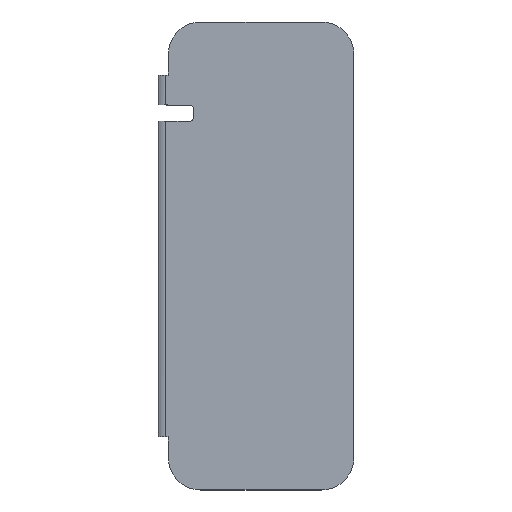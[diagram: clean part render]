
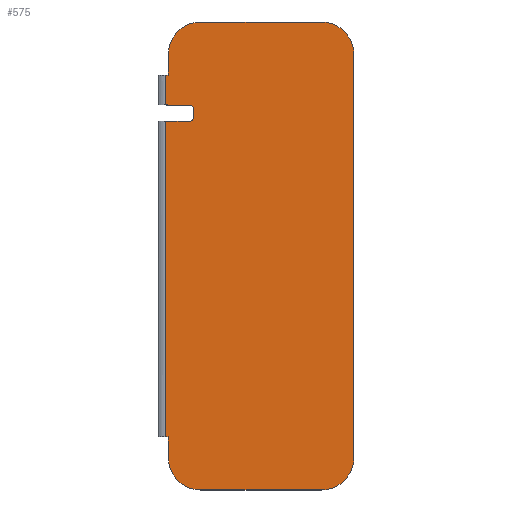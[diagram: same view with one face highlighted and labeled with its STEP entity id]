
A CAD part, top view. The second image highlights one B-rep face of the part: STEP entity #575.
In plain terms, the highlighted planar face has unit normal (0, 0, 1).
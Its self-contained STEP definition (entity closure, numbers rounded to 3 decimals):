
#75=CARTESIAN_POINT('',(22.566,11.165,1.483));
#76=VERTEX_POINT('',#75);
#84=CARTESIAN_POINT('',(22.566,13.375,1.483));
#85=VERTEX_POINT('',#84);
#86=CARTESIAN_POINT('',(22.566,13.375,1.483));
#87=DIRECTION('',(0.,-1.,0.));
#88=VECTOR('',#87,2.21);
#89=LINE('',#86,#88);
#90=EDGE_CURVE('',#85,#76,#89,.T.);
#109=CARTESIAN_POINT('',(22.76,-13.375,1.483));
#110=VERTEX_POINT('',#109);
#125=CARTESIAN_POINT('',(22.76,-14.9,1.483));
#126=VERTEX_POINT('',#125);
#133=CARTESIAN_POINT('',(22.76,-13.375,1.483));
#134=DIRECTION('',(0.,-1.,0.));
#135=VECTOR('',#134,1.525);
#136=LINE('',#133,#135);
#137=EDGE_CURVE('',#110,#126,#136,.T.);
#147=CARTESIAN_POINT('',(25.16,17.3,1.483));
#148=VERTEX_POINT('',#147);
#149=CARTESIAN_POINT('',(22.76,14.9,1.483));
#150=VERTEX_POINT('',#149);
#151=CARTESIAN_POINT('',(25.16,14.9,1.483));
#152=DIRECTION('',(0.,0.,1.));
#153=DIRECTION('',(1.,-0.,0.));
#154=AXIS2_PLACEMENT_3D('',#151,#152,#153);
#155=CIRCLE('',#154,2.4);
#156=EDGE_CURVE('',#148,#150,#155,.T.);
#189=CARTESIAN_POINT('',(22.76,13.375,1.483));
#190=VERTEX_POINT('',#189);
#199=CARTESIAN_POINT('',(22.76,14.9,1.483));
#200=DIRECTION('',(0.,-1.,0.));
#201=VECTOR('',#200,1.525);
#202=LINE('',#199,#201);
#203=EDGE_CURVE('',#150,#190,#202,.T.);
#220=CARTESIAN_POINT('',(25.16,-17.3,1.483));
#221=VERTEX_POINT('',#220);
#222=CARTESIAN_POINT('',(25.16,-14.9,1.483));
#223=DIRECTION('',(0.,0.,1.));
#224=DIRECTION('',(1.,-0.,0.));
#225=AXIS2_PLACEMENT_3D('',#222,#223,#224);
#226=CIRCLE('',#225,2.4);
#227=EDGE_CURVE('',#126,#221,#226,.T.);
#253=CARTESIAN_POINT('',(34.09,-17.3,1.483));
#254=VERTEX_POINT('',#253);
#255=CARTESIAN_POINT('',(25.16,-17.3,1.483));
#256=DIRECTION('',(1.,-0.,0.));
#257=VECTOR('',#256,8.93);
#258=LINE('',#255,#257);
#259=EDGE_CURVE('',#221,#254,#258,.T.);
#284=CARTESIAN_POINT('',(36.49,-14.9,1.483));
#285=VERTEX_POINT('',#284);
#286=CARTESIAN_POINT('',(34.09,-14.9,1.483));
#287=DIRECTION('',(0.,0.,1.));
#288=DIRECTION('',(1.,-0.,0.));
#289=AXIS2_PLACEMENT_3D('',#286,#287,#288);
#290=CIRCLE('',#289,2.4);
#291=EDGE_CURVE('',#254,#285,#290,.T.);
#317=CARTESIAN_POINT('',(36.49,14.9,1.483));
#318=VERTEX_POINT('',#317);
#319=CARTESIAN_POINT('',(36.49,-14.9,1.483));
#320=DIRECTION('',(0.,1.,-0.));
#321=VECTOR('',#320,29.8);
#322=LINE('',#319,#321);
#323=EDGE_CURVE('',#285,#318,#322,.T.);
#348=CARTESIAN_POINT('',(34.09,17.3,1.483));
#349=VERTEX_POINT('',#348);
#350=CARTESIAN_POINT('',(34.09,14.9,1.483));
#351=DIRECTION('',(0.,0.,1.));
#352=DIRECTION('',(1.,-0.,0.));
#353=AXIS2_PLACEMENT_3D('',#350,#351,#352);
#354=CIRCLE('',#353,2.4);
#355=EDGE_CURVE('',#318,#349,#354,.T.);
#381=CARTESIAN_POINT('',(34.09,17.3,1.483));
#382=DIRECTION('',(-1.,0.,-0.));
#383=VECTOR('',#382,8.93);
#384=LINE('',#381,#383);
#385=EDGE_CURVE('',#349,#148,#384,.T.);
#487=CARTESIAN_POINT('',(-4.651,0.,1.483));
#488=DIRECTION('',(0.,0.,1.));
#489=DIRECTION('',(-1.,0.,-0.));
#490=AXIS2_PLACEMENT_3D('',#487,#488,#489);
#491=PLANE('',#490);
#492=CARTESIAN_POINT('',(22.566,9.965,1.483));
#493=VERTEX_POINT('',#492);
#494=CARTESIAN_POINT('',(24.322,9.945,1.483));
#495=VERTEX_POINT('',#494);
#496=CARTESIAN_POINT('',(22.566,9.965,1.483));
#497=DIRECTION('',(1.,-0.012,0.));
#498=VECTOR('',#497,1.756);
#499=LINE('',#496,#498);
#500=EDGE_CURVE('',#493,#495,#499,.T.);
#501=ORIENTED_EDGE('',*,*,#500,.F.);
#502=CARTESIAN_POINT('',(22.566,-13.375,1.483));
#503=VERTEX_POINT('',#502);
#504=CARTESIAN_POINT('',(22.566,9.965,1.483));
#505=DIRECTION('',(0.,-1.,0.));
#506=VECTOR('',#505,23.34);
#507=LINE('',#504,#506);
#508=EDGE_CURVE('',#493,#503,#507,.T.);
#509=ORIENTED_EDGE('',*,*,#508,.T.);
#510=CARTESIAN_POINT('',(22.566,-13.375,1.483));
#511=DIRECTION('',(1.,0.,-0.));
#512=VECTOR('',#511,0.194);
#513=LINE('',#510,#512);
#514=EDGE_CURVE('',#503,#110,#513,.T.);
#515=ORIENTED_EDGE('',*,*,#514,.T.);
#516=ORIENTED_EDGE('',*,*,#137,.T.);
#517=ORIENTED_EDGE('',*,*,#227,.T.);
#518=ORIENTED_EDGE('',*,*,#259,.T.);
#519=ORIENTED_EDGE('',*,*,#291,.T.);
#520=ORIENTED_EDGE('',*,*,#323,.T.);
#521=ORIENTED_EDGE('',*,*,#355,.T.);
#522=ORIENTED_EDGE('',*,*,#385,.T.);
#523=ORIENTED_EDGE('',*,*,#156,.T.);
#524=ORIENTED_EDGE('',*,*,#203,.T.);
#525=CARTESIAN_POINT('',(22.566,13.375,1.483));
#526=DIRECTION('',(1.,0.,-0.));
#527=VECTOR('',#526,0.194);
#528=LINE('',#525,#527);
#529=EDGE_CURVE('',#85,#190,#528,.T.);
#530=ORIENTED_EDGE('',*,*,#529,.F.);
#531=ORIENTED_EDGE('',*,*,#90,.T.);
#532=CARTESIAN_POINT('',(24.336,11.145,1.483));
#533=VERTEX_POINT('',#532);
#534=CARTESIAN_POINT('',(22.566,11.165,1.483));
#535=DIRECTION('',(1.,-0.012,0.));
#536=VECTOR('',#535,1.77);
#537=LINE('',#534,#536);
#538=EDGE_CURVE('',#76,#533,#537,.T.);
#539=ORIENTED_EDGE('',*,*,#538,.T.);
#540=CARTESIAN_POINT('',(24.632,10.845,1.483));
#541=VERTEX_POINT('',#540);
#542=CARTESIAN_POINT('',(24.332,10.845,1.483));
#543=DIRECTION('',(-0.,-0.,-1.));
#544=DIRECTION('',(-1.,0.,0.));
#545=AXIS2_PLACEMENT_3D('',#542,#543,#544);
#546=CIRCLE('',#545,0.3);
#547=EDGE_CURVE('',#533,#541,#546,.T.);
#548=ORIENTED_EDGE('',*,*,#547,.T.);
#549=CARTESIAN_POINT('',(24.632,10.841,1.483));
#550=VERTEX_POINT('',#549);
#551=CARTESIAN_POINT('',(24.332,10.845,1.483));
#552=DIRECTION('',(-0.,-0.,-1.));
#553=DIRECTION('',(-1.,0.,0.));
#554=AXIS2_PLACEMENT_3D('',#551,#552,#553);
#555=CIRCLE('',#554,0.3);
#556=EDGE_CURVE('',#541,#550,#555,.T.);
#557=ORIENTED_EDGE('',*,*,#556,.T.);
#558=CARTESIAN_POINT('',(24.625,10.241,1.483));
#559=VERTEX_POINT('',#558);
#560=CARTESIAN_POINT('',(24.632,10.841,1.483));
#561=DIRECTION('',(-0.012,-1.,0.));
#562=VECTOR('',#561,0.6);
#563=LINE('',#560,#562);
#564=EDGE_CURVE('',#550,#559,#563,.T.);
#565=ORIENTED_EDGE('',*,*,#564,.T.);
#566=CARTESIAN_POINT('',(24.325,10.245,1.483));
#567=DIRECTION('',(-0.,-0.,-1.));
#568=DIRECTION('',(-1.,0.,0.));
#569=AXIS2_PLACEMENT_3D('',#566,#567,#568);
#570=CIRCLE('',#569,0.3);
#571=EDGE_CURVE('',#559,#495,#570,.T.);
#572=ORIENTED_EDGE('',*,*,#571,.T.);
#573=EDGE_LOOP('',(#501,#509,#515,#516,#517,#518,#519,#520,#521,#522,#523,#524,#530,#531,#539,#548,#557,#565,#572));
#574=FACE_BOUND('',#573,.T.);
#575=ADVANCED_FACE('',(#574),#491,.T.);
